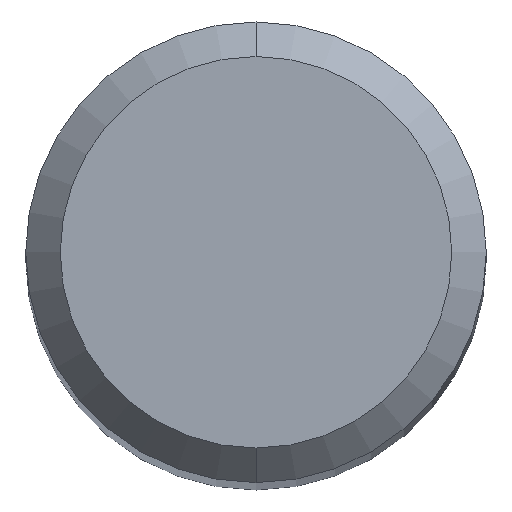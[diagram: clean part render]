
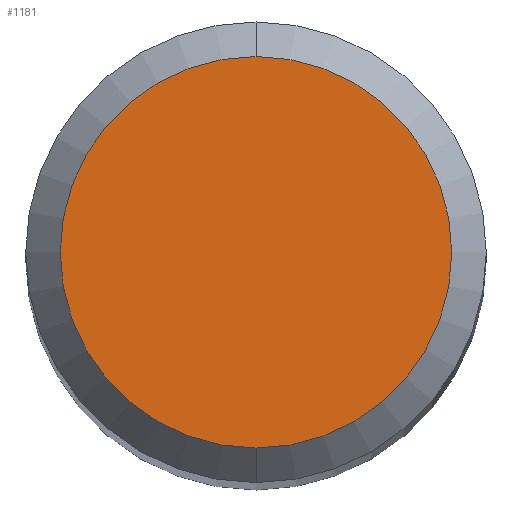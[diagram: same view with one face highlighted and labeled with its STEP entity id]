
A CAD part, top view. The second image highlights one B-rep face of the part: STEP entity #1181.
In plain terms, the highlighted planar face has unit normal (0, 0, 1).
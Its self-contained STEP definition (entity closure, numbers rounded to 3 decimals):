
#543=EDGE_CURVE('',#1031,#637,#1354,.T.);
#637=VERTEX_POINT('',#1456);
#1031=VERTEX_POINT('',#1889);
#1093=EDGE_CURVE('',#637,#1031,#1957,.T.);
#1181=ADVANCED_FACE('',(#2051),#2052,.T.);
#1354=CIRCLE('',#2543,1.7);
#1456=CARTESIAN_POINT('',(0.,-1.7,0.0));
#1889=CARTESIAN_POINT('',(0.0,1.7,0.0));
#1957=CIRCLE('',#4737,1.7);
#2051=FACE_OUTER_BOUND('',#5099,.T.);
#2052=PLANE('',#5100);
#2543=AXIS2_PLACEMENT_3D('',#5349,#5350,#5351);
#4737=AXIS2_PLACEMENT_3D('',#6050,#6051,#6052);
#5099=EDGE_LOOP('',(#6132,#6133));
#5100=AXIS2_PLACEMENT_3D('',#6134,#6135,#6136);
#5349=CARTESIAN_POINT('',(0.0,0.0,0.0));
#5350=DIRECTION('',(0.0,0.0,-1.0));
#5351=DIRECTION('',(0.0,1.0,0.0));
#6050=CARTESIAN_POINT('',(0.0,0.0,0.0));
#6051=DIRECTION('',(0.0,0.0,-1.0));
#6052=DIRECTION('',(0.0,1.0,0.0));
#6132=ORIENTED_EDGE('',*,*,#543,.F.);
#6133=ORIENTED_EDGE('',*,*,#1093,.F.);
#6134=CARTESIAN_POINT('',(0.0,0.85,0.0));
#6135=DIRECTION('',(-0.0,0.0,1.0));
#6136=DIRECTION('',(0.0,-1.0,0.0));
